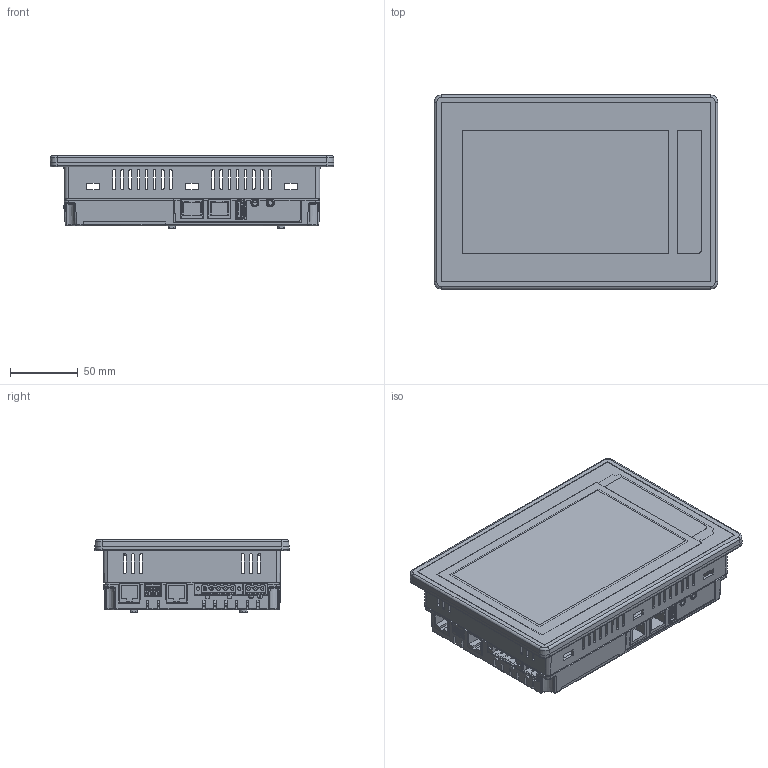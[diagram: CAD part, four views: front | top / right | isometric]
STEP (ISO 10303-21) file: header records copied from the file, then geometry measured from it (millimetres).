
FILE_DESCRIPTION(/* description */ (''),/* implementation_level */ '2;1');
FILE_NAME(/* name */ 'XL7 without IO for Customer 3D.stp',/* time_stamp */ '2020-01-31T16:27:39-05:00',/* author */ ('JBrown2'),/* organization */ (''),/* preprocessor_version */ 'ST-DEVELOPER v15.6',/* originating_system */ 'Autodesk Inventor 2015',/* authorisation */ '');
FILE_SCHEMA (('AUTOMOTIVE_DESIGN { 1 0 10303 214 3 1 1 }'));
Products named in the file (1): XL7 without IO for Customer 3D
Bounding box: 210 x 143.6 x 54 mm (x, y, z)
Volume: 422843.5 mm3; surface area: 353938 mm2
Topology: 34 solids, 56 shells, 6584 faces, 17886 edges, 11519 vertices
Faces by surface type: plane 4826, cylinder 1110, cone 387, torus 130, bspline 104, sphere 27
Full cylindrical faces by diameter (mm): 0.35 x1, 0.434 x3, 0.8 x2, 0.9 x16, 1.4 x13, 1.5 x4, 1.8 x4, 2.1 x4, 2.3 x4, 2.4 x4, 2.449 x5, 2.459 x5, 2.5 x4, 2.8 x10, 3.2 x27, 3.6 x2, 4.34 x10, 4.78 x10, 5 x6, 13.97 x1
Entity records: 218125 total; most frequent: CARTESIAN_POINT 46196, ORIENTED_EDGE 35331, DIRECTION 33552, EDGE_CURVE 17660, LINE 13848, VECTOR 13848, VERTEX_POINT 11489, AXIS2_PLACEMENT_3D 9852
